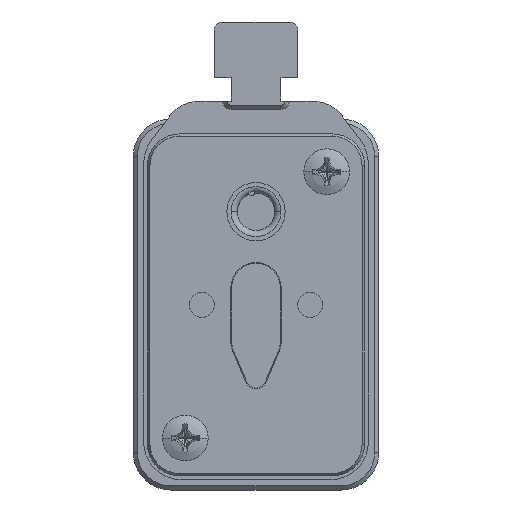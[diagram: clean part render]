
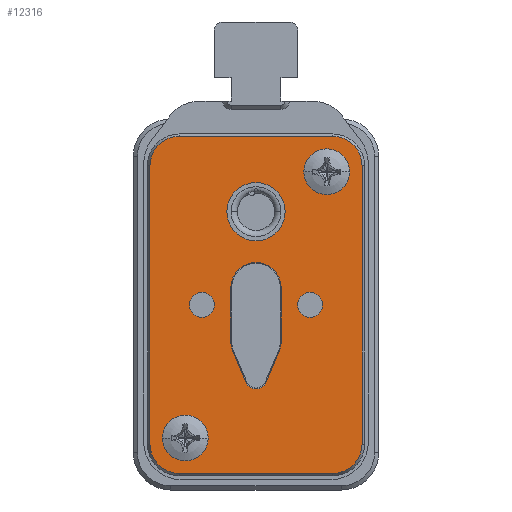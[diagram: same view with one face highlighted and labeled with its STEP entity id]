
A CAD part, front view. The second image highlights one B-rep face of the part: STEP entity #12316.
In plain terms, the highlighted planar face has unit normal (0, -1, 0).
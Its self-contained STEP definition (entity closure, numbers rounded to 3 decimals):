
#511=CARTESIAN_POINT('',(-9.25,-32.75,-16.8));
#512=DIRECTION('',(0.,-1.,0.));
#513=DIRECTION('',(-1.,0.,0.));
#514=AXIS2_PLACEMENT_3D('',#511,#512,#513);
#516=DIRECTION('',(0.,0.,-1.));
#517=VECTOR('',#516,33.5);
#518=CARTESIAN_POINT('',(-12.75,-32.75,16.7));
#519=LINE('',#518,#517);
#520=CARTESIAN_POINT('',(-9.25,-32.75,16.7));
#521=DIRECTION('',(0.,-1.,0.));
#522=DIRECTION('',(0.,0.,1.));
#523=AXIS2_PLACEMENT_3D('',#520,#521,#522);
#525=DIRECTION('',(-1.,0.,0.));
#526=VECTOR('',#525,18.5);
#527=CARTESIAN_POINT('',(9.25,-32.75,20.2));
#528=LINE('',#527,#526);
#529=CARTESIAN_POINT('',(9.25,-32.75,16.7));
#530=DIRECTION('',(0.,-1.,0.));
#531=DIRECTION('',(1.,0.,0.));
#532=AXIS2_PLACEMENT_3D('',#529,#530,#531);
#534=DIRECTION('',(0.,0.,1.));
#535=VECTOR('',#534,33.5);
#536=CARTESIAN_POINT('',(12.75,-32.75,-16.8));
#537=LINE('',#536,#535);
#538=CARTESIAN_POINT('',(9.25,-32.75,-16.8));
#539=DIRECTION('',(0.,-1.,0.));
#540=DIRECTION('',(0.,0.,-1.));
#541=AXIS2_PLACEMENT_3D('',#538,#539,#540);
#543=DIRECTION('',(1.,0.,0.));
#544=VECTOR('',#543,18.5);
#545=CARTESIAN_POINT('',(-9.25,-32.75,-20.3));
#546=LINE('',#545,#544);
#547=CARTESIAN_POINT('',(0.,-32.75,2.02));
#548=DIRECTION('',(0.,-1.,0.));
#549=DIRECTION('',(1.,0.,0.));
#550=AXIS2_PLACEMENT_3D('',#547,#548,#549);
#552=DIRECTION('',(0.,0.,-1.));
#553=VECTOR('',#552,6.444);
#554=CARTESIAN_POINT('',(-3.025,-32.75,2.02));
#555=LINE('',#554,#553);
#556=CARTESIAN_POINT('',(0.075,-32.75,-4.424));
#557=DIRECTION('',(0.,-1.,0.));
#558=DIRECTION('',(-1.,0.,0.));
#559=AXIS2_PLACEMENT_3D('',#556,#557,#558);
#561=DIRECTION('',(0.391,0.,-0.921));
#562=VECTOR('',#561,4.049);
#563=CARTESIAN_POINT('',(-2.779,-32.75,-5.635));
#564=LINE('',#563,#562);
#565=CARTESIAN_POINT('',(0.,-32.75,-8.855));
#566=DIRECTION('',(0.,-1.,0.));
#567=DIRECTION('',(-0.921,0.,-0.391));
#568=AXIS2_PLACEMENT_3D('',#565,#566,#567);
#570=DIRECTION('',(0.391,0.,0.921));
#571=VECTOR('',#570,4.049);
#572=CARTESIAN_POINT('',(1.197,-32.75,-9.363));
#573=LINE('',#572,#571);
#574=CARTESIAN_POINT('',(-0.075,-32.75,-4.424));
#575=DIRECTION('',(0.,-1.,0.));
#576=DIRECTION('',(0.921,0.,-0.391));
#577=AXIS2_PLACEMENT_3D('',#574,#575,#576);
#579=DIRECTION('',(0.,0.,1.));
#580=VECTOR('',#579,6.444);
#581=CARTESIAN_POINT('',(3.025,-32.75,-4.424));
#582=LINE('',#581,#580);
#583=CARTESIAN_POINT('',(6.5,-32.75,-0.05));
#584=DIRECTION('',(0.,-1.,0.));
#585=DIRECTION('',(1.,0.,0.));
#586=AXIS2_PLACEMENT_3D('',#583,#584,#585);
#588=CARTESIAN_POINT('',(6.5,-32.75,-0.05));
#589=DIRECTION('',(0.,-1.,0.));
#590=DIRECTION('',(-1.,0.,0.));
#591=AXIS2_PLACEMENT_3D('',#588,#589,#590);
#593=CARTESIAN_POINT('',(-6.5,-32.75,-0.05));
#594=DIRECTION('',(0.,-1.,0.));
#595=DIRECTION('',(1.,0.,0.));
#596=AXIS2_PLACEMENT_3D('',#593,#594,#595);
#598=CARTESIAN_POINT('',(-6.5,-32.75,-0.05));
#599=DIRECTION('',(0.,-1.,0.));
#600=DIRECTION('',(-1.,0.,0.));
#601=AXIS2_PLACEMENT_3D('',#598,#599,#600);
#663=CARTESIAN_POINT('',(0.,-32.75,11.15));
#664=DIRECTION('',(0.,1.,0.));
#665=DIRECTION('',(-1.,0.,0.));
#666=AXIS2_PLACEMENT_3D('',#663,#664,#665);
#668=CARTESIAN_POINT('',(0.,-32.75,11.15));
#669=DIRECTION('',(0.,1.,0.));
#670=DIRECTION('',(1.,0.,0.));
#671=AXIS2_PLACEMENT_3D('',#668,#669,#670);
#692=CARTESIAN_POINT('',(-8.5,-32.75,-16.05));
#693=DIRECTION('',(0.,1.,0.));
#694=DIRECTION('',(-1.,0.,0.));
#695=AXIS2_PLACEMENT_3D('',#692,#693,#694);
#697=CARTESIAN_POINT('',(-8.5,-32.75,-16.05));
#698=DIRECTION('',(0.,1.,0.));
#699=DIRECTION('',(1.,0.,0.));
#700=AXIS2_PLACEMENT_3D('',#697,#698,#699);
#702=CARTESIAN_POINT('',(8.5,-32.75,15.95));
#703=DIRECTION('',(0.,1.,0.));
#704=DIRECTION('',(-1.,0.,0.));
#705=AXIS2_PLACEMENT_3D('',#702,#703,#704);
#707=CARTESIAN_POINT('',(8.5,-32.75,15.95));
#708=DIRECTION('',(0.,1.,0.));
#709=DIRECTION('',(1.,0.,0.));
#710=AXIS2_PLACEMENT_3D('',#707,#708,#709);
#9815=CARTESIAN_POINT('',(3.025,-32.75,2.02));
#9816=CARTESIAN_POINT('',(-3.025,-32.75,2.02));
#9817=VERTEX_POINT('',#9815);
#9818=VERTEX_POINT('',#9816);
#9819=CARTESIAN_POINT('',(-3.025,-32.75,-4.424));
#9820=VERTEX_POINT('',#9819);
#9821=CARTESIAN_POINT('',(-2.779,-32.75,-5.635));
#9822=VERTEX_POINT('',#9821);
#9823=CARTESIAN_POINT('',(-1.197,-32.75,-9.363));
#9824=VERTEX_POINT('',#9823);
#9825=CARTESIAN_POINT('',(1.197,-32.75,-9.363));
#9826=VERTEX_POINT('',#9825);
#9827=CARTESIAN_POINT('',(2.779,-32.75,-5.635));
#9828=VERTEX_POINT('',#9827);
#9829=CARTESIAN_POINT('',(3.025,-32.75,-4.424));
#9830=VERTEX_POINT('',#9829);
#9903=CARTESIAN_POINT('',(8.,-32.75,-0.05));
#9904=VERTEX_POINT('',#9903);
#9905=CARTESIAN_POINT('',(5.,-32.75,-0.05));
#9906=VERTEX_POINT('',#9905);
#9907=CARTESIAN_POINT('',(-5.,-32.75,-0.05));
#9908=VERTEX_POINT('',#9907);
#9909=CARTESIAN_POINT('',(-8.,-32.75,-0.05));
#9910=VERTEX_POINT('',#9909);
#9931=CARTESIAN_POINT('',(-12.75,-32.75,-16.8));
#9932=CARTESIAN_POINT('',(-9.25,-32.75,-20.3));
#9933=VERTEX_POINT('',#9931);
#9934=VERTEX_POINT('',#9932);
#9935=CARTESIAN_POINT('',(9.25,-32.75,-20.3));
#9936=VERTEX_POINT('',#9935);
#9937=CARTESIAN_POINT('',(12.75,-32.75,-16.8));
#9938=VERTEX_POINT('',#9937);
#9939=CARTESIAN_POINT('',(12.75,-32.75,16.7));
#9940=VERTEX_POINT('',#9939);
#9941=CARTESIAN_POINT('',(9.25,-32.75,20.2));
#9942=VERTEX_POINT('',#9941);
#9943=CARTESIAN_POINT('',(-9.25,-32.75,20.2));
#9944=VERTEX_POINT('',#9943);
#9945=CARTESIAN_POINT('',(-12.75,-32.75,16.7));
#9946=VERTEX_POINT('',#9945);
#10367=CARTESIAN_POINT('',(-3.5,-32.75,11.15));
#10368=CARTESIAN_POINT('',(3.5,-32.75,11.15));
#10369=VERTEX_POINT('',#10367);
#10370=VERTEX_POINT('',#10368);
#10903=CARTESIAN_POINT('',(-11.25,-32.75,-16.05));
#10904=CARTESIAN_POINT('',(-5.75,-32.75,-16.05));
#10905=VERTEX_POINT('',#10903);
#10906=VERTEX_POINT('',#10904);
#11055=CARTESIAN_POINT('',(5.75,-32.75,15.95));
#11056=CARTESIAN_POINT('',(11.25,-32.75,15.95));
#11057=VERTEX_POINT('',#11055);
#11058=VERTEX_POINT('',#11056);
#12246=CARTESIAN_POINT('',(0.,-32.75,-0.05));
#12247=DIRECTION('',(0.,-1.,0.));
#12248=DIRECTION('',(1.,0.,0.));
#12249=AXIS2_PLACEMENT_3D('',#12246,#12247,#12248);
#12250=PLANE('',#12249);
#12252=ORIENTED_EDGE('',*,*,#12251,.F.);
#12254=ORIENTED_EDGE('',*,*,#12253,.F.);
#12256=ORIENTED_EDGE('',*,*,#12255,.F.);
#12258=ORIENTED_EDGE('',*,*,#12257,.F.);
#12260=ORIENTED_EDGE('',*,*,#12259,.F.);
#12262=ORIENTED_EDGE('',*,*,#12261,.F.);
#12264=ORIENTED_EDGE('',*,*,#12263,.F.);
#12266=ORIENTED_EDGE('',*,*,#12265,.F.);
#12267=EDGE_LOOP('',(#12252,#12254,#12256,#12258,#12260,#12262,#12264,#12266));
#12268=FACE_OUTER_BOUND('',#12267,.F.);
#12270=ORIENTED_EDGE('',*,*,#12269,.T.);
#12272=ORIENTED_EDGE('',*,*,#12271,.T.);
#12274=ORIENTED_EDGE('',*,*,#12273,.T.);
#12276=ORIENTED_EDGE('',*,*,#12275,.T.);
#12278=ORIENTED_EDGE('',*,*,#12277,.T.);
#12280=ORIENTED_EDGE('',*,*,#12279,.T.);
#12282=ORIENTED_EDGE('',*,*,#12281,.T.);
#12284=ORIENTED_EDGE('',*,*,#12283,.T.);
#12285=EDGE_LOOP('',(#12270,#12272,#12274,#12276,#12278,#12280,#12282,#12284));
#12286=FACE_BOUND('',#12285,.F.);
#12288=ORIENTED_EDGE('',*,*,#12287,.T.);
#12290=ORIENTED_EDGE('',*,*,#12289,.T.);
#12291=EDGE_LOOP('',(#12288,#12290));
#12292=FACE_BOUND('',#12291,.F.);
#12294=ORIENTED_EDGE('',*,*,#12293,.T.);
#12296=ORIENTED_EDGE('',*,*,#12295,.T.);
#12297=EDGE_LOOP('',(#12294,#12296));
#12298=FACE_BOUND('',#12297,.F.);
#12300=ORIENTED_EDGE('',*,*,#12299,.F.);
#12302=ORIENTED_EDGE('',*,*,#12301,.F.);
#12303=EDGE_LOOP('',(#12300,#12302));
#12304=FACE_BOUND('',#12303,.F.);
#12306=ORIENTED_EDGE('',*,*,#12305,.F.);
#12307=ORIENTED_EDGE('',*,*,#12236,.F.);
#12308=EDGE_LOOP('',(#12306,#12307));
#12309=FACE_BOUND('',#12308,.F.);
#12311=ORIENTED_EDGE('',*,*,#12310,.F.);
#12313=ORIENTED_EDGE('',*,*,#12312,.F.);
#12314=EDGE_LOOP('',(#12311,#12313));
#12315=FACE_BOUND('',#12314,.F.);
#515=CIRCLE('',#514,3.5);
#524=CIRCLE('',#523,3.5);
#533=CIRCLE('',#532,3.5);
#542=CIRCLE('',#541,3.5);
#551=CIRCLE('',#550,3.025);
#560=CIRCLE('',#559,3.1);
#569=CIRCLE('',#568,1.3);
#578=CIRCLE('',#577,3.1);
#587=CIRCLE('',#586,1.5);
#592=CIRCLE('',#591,1.5);
#597=CIRCLE('',#596,1.5);
#602=CIRCLE('',#601,1.5);
#667=CIRCLE('',#666,3.5);
#672=CIRCLE('',#671,3.5);
#696=CIRCLE('',#695,2.75);
#701=CIRCLE('',#700,2.75);
#706=CIRCLE('',#705,2.75);
#711=CIRCLE('',#710,2.75);
#12236=EDGE_CURVE('',#10906,#10905,#701,.T.);
#12251=EDGE_CURVE('',#9933,#9934,#515,.T.);
#12253=EDGE_CURVE('',#9946,#9933,#519,.T.);
#12255=EDGE_CURVE('',#9944,#9946,#524,.T.);
#12257=EDGE_CURVE('',#9942,#9944,#528,.T.);
#12259=EDGE_CURVE('',#9940,#9942,#533,.T.);
#12261=EDGE_CURVE('',#9938,#9940,#537,.T.);
#12263=EDGE_CURVE('',#9936,#9938,#542,.T.);
#12265=EDGE_CURVE('',#9934,#9936,#546,.T.);
#12269=EDGE_CURVE('',#9817,#9818,#551,.T.);
#12271=EDGE_CURVE('',#9818,#9820,#555,.T.);
#12273=EDGE_CURVE('',#9820,#9822,#560,.T.);
#12275=EDGE_CURVE('',#9822,#9824,#564,.T.);
#12277=EDGE_CURVE('',#9824,#9826,#569,.T.);
#12279=EDGE_CURVE('',#9826,#9828,#573,.T.);
#12281=EDGE_CURVE('',#9828,#9830,#578,.T.);
#12283=EDGE_CURVE('',#9830,#9817,#582,.T.);
#12287=EDGE_CURVE('',#9904,#9906,#587,.T.);
#12289=EDGE_CURVE('',#9906,#9904,#592,.T.);
#12293=EDGE_CURVE('',#9908,#9910,#597,.T.);
#12295=EDGE_CURVE('',#9910,#9908,#602,.T.);
#12299=EDGE_CURVE('',#10369,#10370,#667,.T.);
#12301=EDGE_CURVE('',#10370,#10369,#672,.T.);
#12305=EDGE_CURVE('',#10905,#10906,#696,.T.);
#12310=EDGE_CURVE('',#11057,#11058,#706,.T.);
#12312=EDGE_CURVE('',#11058,#11057,#711,.T.);
#12316=ADVANCED_FACE('',(#12268,#12286,#12292,#12298,#12304,#12309,#12315),
#12250,.T.);
